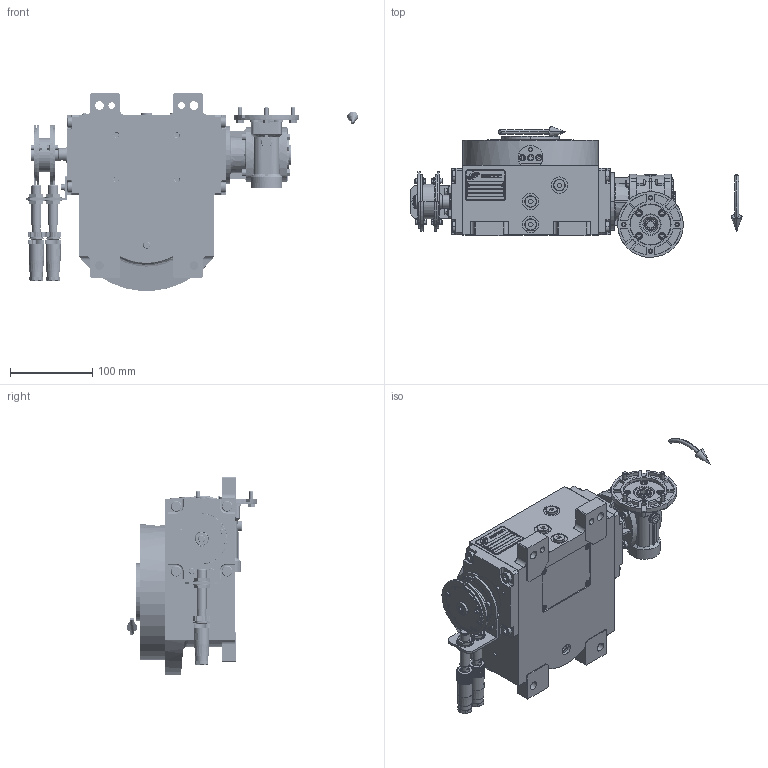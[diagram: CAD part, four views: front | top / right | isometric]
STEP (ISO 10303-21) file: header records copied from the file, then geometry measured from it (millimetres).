
FILE_DESCRIPTION (( 'STEP AP203' ), '1' );
FILE_NAME ('PC5201725.step', '2025-12-03T08:33:56', ( '' ), ( '' ), 'SwSTEP 2.0', 'SolidWorks 2020', '' );
FILE_SCHEMA (( 'CONFIG_CONTROL_DESIGN' ));
Length unit declared in the file: millimetre
Products named in the file (81): rig04_004; CFN2000_01_185.stp; cfn2276_01_065; cfn2070_05_001; AS_cfn2400_04_024; CFN2223_01-390X6-B.stp; AS_900_00_00_005; cfn2000_01_129; AS_cfn2476_01_001_48x38; cfn2128_05_006; rig04_001_a; cfn2128_04_011; cfn2115_02_188; RIG06_021_AF0.stp; rig04_007_master; cfn2003_01_063; RIG04_005_ASM.stp; cfn2115_02_213; CFN2104_02_017.stp; AS_900_38_30_003; cfn2107_01_001; CFN2155_01_007.stp; cfn2205_01_012; cfn2104_01_016; cfn2151_01_092; cfn2115_02_194; CFN2356_03_051.stp; rig04_071_8_m.stp; cfn2000_01_147; AS_rig04_004; AS_900_38_10_028; AS_rig04_071_8_m; cfn2155_01_055; cfn2073_01_011; 900_00_00_005; PC5201725; 900_38_10_028; cfn2000_01_184; CFN2203_02_001.stp; olio_agip_blasia_150 ...
Assembly tree (76 placements, depth 5):
  cfn2276_01_065
  CFN2223_01-390X6-B.stp
  rig04_007_master
  cfn2115_02_213
  cfn2205_01_012
Bounding box: 404.5 x 159.5 x 240.69 mm (x, y, z)
Volume: 1645743 mm3; surface area: 509117.4 mm2
Topology: 77 solids, 77 shells, 5199 faces, 13092 edges, 8290 vertices
Faces by surface type: plane 2498, cylinder 1691, cone 878, torus 117, bspline 9, sphere 6
Entity records: 137379 total; most frequent: CARTESIAN_POINT 31835, DIRECTION 20336, ORIENTED_EDGE 20098, EDGE_CURVE 10049, AXIS2_PLACEMENT_3D 7347, VERTEX_POINT 6433, LINE 5642, VECTOR 5642
